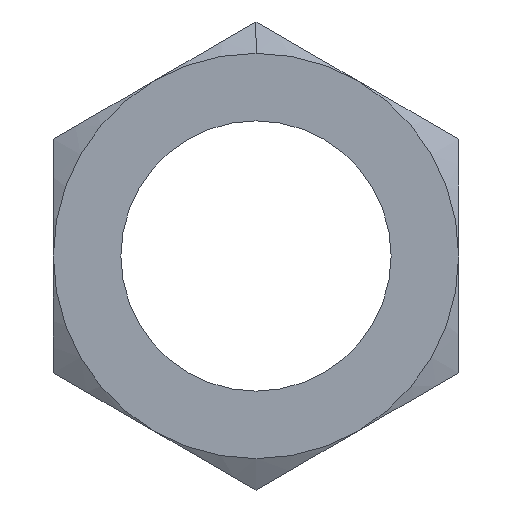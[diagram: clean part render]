
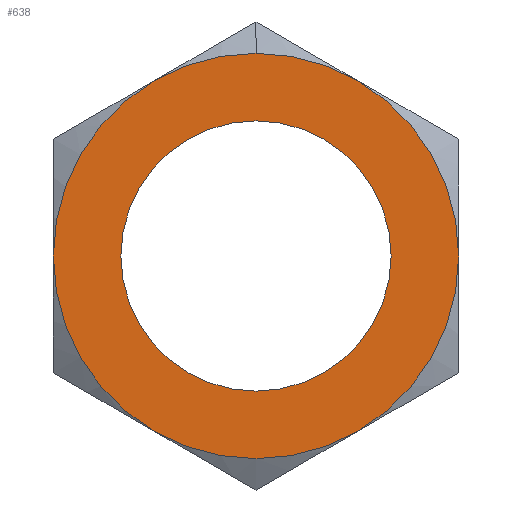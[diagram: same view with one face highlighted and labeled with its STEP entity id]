
A CAD part, front view. The second image highlights one B-rep face of the part: STEP entity #638.
In plain terms, the highlighted planar face has unit normal (0, -1, 0).
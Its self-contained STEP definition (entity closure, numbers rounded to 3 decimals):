
#7 = DIRECTION ( 'NONE',  ( 0., 0., 1. ) ) ;
#9 = DIRECTION ( 'NONE',  ( 0., -1., 0. ) ) ;
#14 = AXIS2_PLACEMENT_3D ( 'NONE', #54, #242, #504 ) ;
#18 = EDGE_CURVE ( 'NONE', #198, #249, #490, .T. ) ;
#23 = CARTESIAN_POINT ( 'NONE',  ( -12., -6.5, 0. ) ) ;
#25 = DIRECTION ( 'NONE',  ( 0., -1., 0. ) ) ;
#40 = CARTESIAN_POINT ( 'NONE',  ( 12., -6.5, 0. ) ) ;
#46 = CIRCLE ( 'NONE', #658, 12. ) ;
#49 = ORIENTED_EDGE ( 'NONE', *, *, #664, .T. ) ;
#54 = CARTESIAN_POINT ( 'NONE',  ( 0., -6.5, 0. ) ) ;
#57 = VERTEX_POINT ( 'NONE', #23 ) ;
#58 = AXIS2_PLACEMENT_3D ( 'NONE', #603, #25, #598 ) ;
#60 = DIRECTION ( 'NONE',  ( 0., -1., 0. ) ) ;
#74 = CARTESIAN_POINT ( 'NONE',  ( 0., -6.5, 0. ) ) ;
#75 = CIRCLE ( 'NONE', #459, 12. ) ;
#83 = VERTEX_POINT ( 'NONE', #783 ) ;
#84 = DIRECTION ( 'NONE',  ( 0., 0., 1. ) ) ;
#109 = ORIENTED_EDGE ( 'NONE', *, *, #560, .T. ) ;
#119 = AXIS2_PLACEMENT_3D ( 'NONE', #255, #60, #129 ) ;
#127 = ORIENTED_EDGE ( 'NONE', *, *, #676, .T. ) ;
#129 = DIRECTION ( 'NONE',  ( 0., 0., 1. ) ) ;
#152 = CARTESIAN_POINT ( 'NONE',  ( -12., -6.5, -6.928 ) ) ;
#156 = EDGE_CURVE ( 'NONE', #57, #435, #235, .T. ) ;
#162 = CARTESIAN_POINT ( 'NONE',  ( 6., -6.5, 10.392 ) ) ;
#173 = AXIS2_PLACEMENT_3D ( 'NONE', #468, #739, #84 ) ;
#188 = CARTESIAN_POINT ( 'NONE',  ( -6., -6.5, 10.392 ) ) ;
#198 = VERTEX_POINT ( 'NONE', #386 ) ;
#207 = CARTESIAN_POINT ( 'NONE',  ( 0., -6.5, 0. ) ) ;
#210 = VERTEX_POINT ( 'NONE', #188 ) ;
#214 = EDGE_LOOP ( 'NONE', ( #617, #533, #821, #321, #127, #49, #284 ) ) ;
#216 = AXIS2_PLACEMENT_3D ( 'NONE', #607, #675, #408 ) ;
#235 = CIRCLE ( 'NONE', #119, 12. ) ;
#238 = FACE_BOUND ( 'NONE', #474, .T. ) ;
#242 = DIRECTION ( 'NONE',  ( 0., 1., 0. ) ) ;
#249 = VERTEX_POINT ( 'NONE', #769 ) ;
#251 = EDGE_CURVE ( 'NONE', #289, #210, #75, .T. ) ;
#255 = CARTESIAN_POINT ( 'NONE',  ( 0., -6.5, 0. ) ) ;
#257 = FACE_OUTER_BOUND ( 'NONE', #214, .T. ) ;
#259 = ORIENTED_EDGE ( 'NONE', *, *, #18, .T. ) ;
#271 = AXIS2_PLACEMENT_3D ( 'NONE', #207, #411, #275 ) ;
#275 = DIRECTION ( 'NONE',  ( 0., 0., 1. ) ) ;
#284 = ORIENTED_EDGE ( 'NONE', *, *, #640, .F. ) ;
#289 = VERTEX_POINT ( 'NONE', #532 ) ;
#321 = ORIENTED_EDGE ( 'NONE', *, *, #156, .T. ) ;
#386 = CARTESIAN_POINT ( 'NONE',  ( 0., -6.5, 8. ) ) ;
#389 = DIRECTION ( 'NONE',  ( 0., 0., 1. ) ) ;
#403 = EDGE_CURVE ( 'NONE', #753, #289, #519, .T. ) ;
#408 = DIRECTION ( 'NONE',  ( 0., 0., 1. ) ) ;
#411 = DIRECTION ( 'NONE',  ( 0., -1., 0. ) ) ;
#429 = CIRCLE ( 'NONE', #14, 8. ) ;
#432 = DIRECTION ( 'NONE',  ( 0., 0., 1. ) ) ;
#435 = VERTEX_POINT ( 'NONE', #643 ) ;
#459 = AXIS2_PLACEMENT_3D ( 'NONE', #74, #522, #389 ) ;
#468 = CARTESIAN_POINT ( 'NONE',  ( 0., -6.5, 0. ) ) ;
#474 = EDGE_LOOP ( 'NONE', ( #109, #259 ) ) ;
#490 = CIRCLE ( 'NONE', #216, 8. ) ;
#504 = DIRECTION ( 'NONE',  ( 0., 0., 1. ) ) ;
#508 = AXIS2_PLACEMENT_3D ( 'NONE', #716, #9, #7 ) ;
#519 = CIRCLE ( 'NONE', #508, 12. ) ;
#522 = DIRECTION ( 'NONE',  ( 0., -1., 0. ) ) ;
#530 = DIRECTION ( 'NONE',  ( 0., 0., 1. ) ) ;
#532 = CARTESIAN_POINT ( 'NONE',  ( 0., -6.5, 12. ) ) ;
#533 = ORIENTED_EDGE ( 'NONE', *, *, #251, .T. ) ;
#550 = CARTESIAN_POINT ( 'NONE',  ( 0., -6.5, 0. ) ) ;
#560 = EDGE_CURVE ( 'NONE', #249, #198, #429, .T. ) ;
#574 = CIRCLE ( 'NONE', #58, 12. ) ;
#598 = DIRECTION ( 'NONE',  ( 0., 0., 1. ) ) ;
#603 = CARTESIAN_POINT ( 'NONE',  ( 0., -6.5, 0. ) ) ;
#607 = CARTESIAN_POINT ( 'NONE',  ( 0., -6.5, 0. ) ) ;
#617 = ORIENTED_EDGE ( 'NONE', *, *, #403, .T. ) ;
#638 = ADVANCED_FACE ( 'NONE', ( #257, #238 ), #670, .F. ) ;
#640 = EDGE_CURVE ( 'NONE', #753, #782, #801, .T. ) ;
#643 = CARTESIAN_POINT ( 'NONE',  ( -6., -6.5, -10.392 ) ) ;
#658 = AXIS2_PLACEMENT_3D ( 'NONE', #550, #800, #432 ) ;
#664 = EDGE_CURVE ( 'NONE', #83, #782, #574, .T. ) ;
#670 = PLANE ( 'NONE',  #811 ) ;
#675 = DIRECTION ( 'NONE',  ( 0., 1., 0. ) ) ;
#676 = EDGE_CURVE ( 'NONE', #435, #83, #729, .T. ) ;
#716 = CARTESIAN_POINT ( 'NONE',  ( 0., -6.5, 0. ) ) ;
#727 = DIRECTION ( 'NONE',  ( 0., 1., 0. ) ) ;
#729 = CIRCLE ( 'NONE', #271, 12. ) ;
#739 = DIRECTION ( 'NONE',  ( 0., 1., 0. ) ) ;
#753 = VERTEX_POINT ( 'NONE', #162 ) ;
#769 = CARTESIAN_POINT ( 'NONE',  ( 0., -6.5, -8. ) ) ;
#782 = VERTEX_POINT ( 'NONE', #40 ) ;
#783 = CARTESIAN_POINT ( 'NONE',  ( 6., -6.5, -10.392 ) ) ;
#800 = DIRECTION ( 'NONE',  ( 0., -1., 0. ) ) ;
#801 = CIRCLE ( 'NONE', #173, 12. ) ;
#803 = EDGE_CURVE ( 'NONE', #210, #57, #46, .T. ) ;
#811 = AXIS2_PLACEMENT_3D ( 'NONE', #152, #727, #530 ) ;
#821 = ORIENTED_EDGE ( 'NONE', *, *, #803, .T. ) ;
